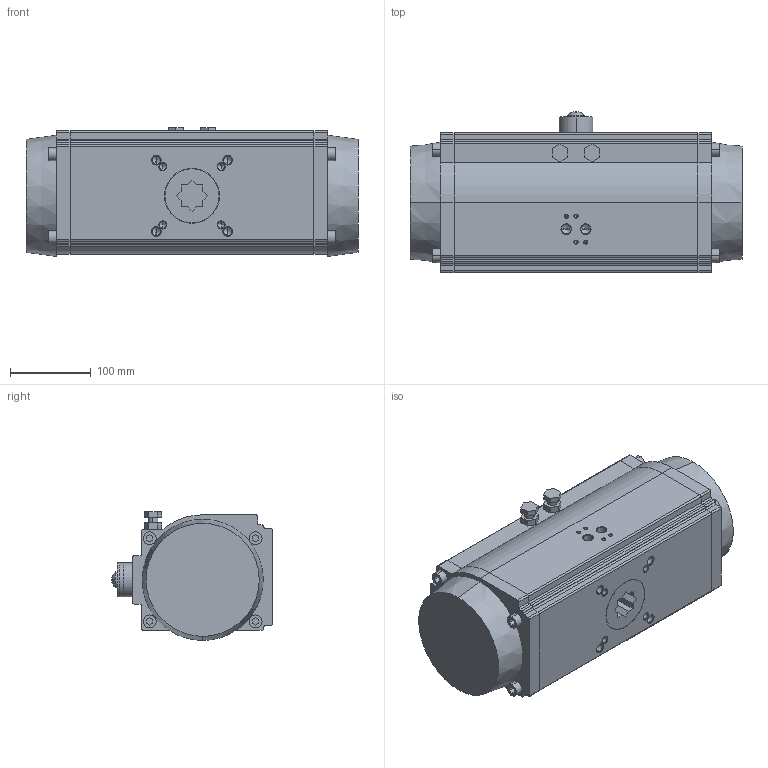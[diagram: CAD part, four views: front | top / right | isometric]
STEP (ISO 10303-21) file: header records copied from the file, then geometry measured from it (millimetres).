
FILE_DESCRIPTION (( 'STEP AP214' ), '1' );
FILE_NAME ('SC-RAT140-DA.STEP', '2025-10-31T14:35:34', ( 'KTP' ), ( '' ), 'SwSTEP 2.0', 'SolidWorks 2021', '' );
FILE_SCHEMA (( 'AUTOMOTIVE_DESIGN' ));
Length unit declared in the file: millimetre
Products named in the file (1): SC-RAT140-DA
Bounding box: 411 x 199.42 x 159.5 mm (x, y, z)
Volume: 9045245.6 mm3; surface area: 413956.7 mm2
Topology: 3 solids, 4 shells, 398 faces, 1028 edges, 639 vertices
Faces by surface type: plane 193, cylinder 120, cone 81, sphere 4
Entity records: 15548 total; most frequent: DIRECTION 2109, CARTESIAN_POINT 2040, ORIENTED_EDGE 1980, EDGE_CURVE 990, AXIS2_PLACEMENT_3D 724, LINE 661, VECTOR 661, VERTEX_POINT 639
